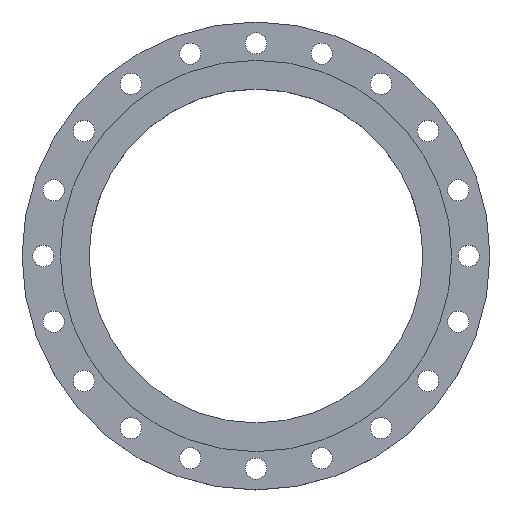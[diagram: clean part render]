
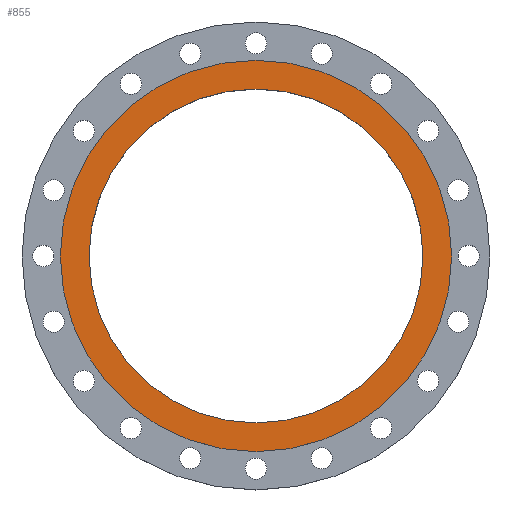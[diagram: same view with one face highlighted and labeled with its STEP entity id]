
A CAD part, top view. The second image highlights one B-rep face of the part: STEP entity #855.
In plain terms, the highlighted planar face has unit normal (0, 0, 1).
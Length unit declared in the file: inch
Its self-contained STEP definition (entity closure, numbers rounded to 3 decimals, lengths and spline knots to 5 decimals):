
#38 = ORIENTED_EDGE ( 'NONE', *, *, #542, .F. ) ;
#145 = DIRECTION ( 'NONE',  ( 0., 0., 1. ) ) ;
#148 = AXIS2_PLACEMENT_3D ( 'NONE', #908, #1538, #770 ) ;
#285 = CIRCLE ( 'NONE', #1329, 9.8125 ) ;
#378 = DIRECTION ( 'NONE',  ( -1., 0., 0. ) ) ;
#390 = CARTESIAN_POINT ( 'NONE',  ( 11.5, 0., 0. ) ) ;
#466 = CARTESIAN_POINT ( 'NONE',  ( 0., 0., 0. ) ) ;
#542 = EDGE_CURVE ( 'NONE', #1574, #1911, #2019, .T. ) ;
#592 = CARTESIAN_POINT ( 'NONE',  ( 0., 0., 0. ) ) ;
#659 = DIRECTION ( 'NONE',  ( 0., 0., 1. ) ) ;
#691 = FACE_OUTER_BOUND ( 'NONE', #1929, .T. ) ;
#745 = AXIS2_PLACEMENT_3D ( 'NONE', #1972, #1456, #378 ) ;
#770 = DIRECTION ( 'NONE',  ( 1., 0., 0. ) ) ;
#832 = DIRECTION ( 'NONE',  ( 0., 0., 1. ) ) ;
#855 = ADVANCED_FACE ( 'NONE', ( #1480, #691 ), #1326, .F. ) ;
#876 = CIRCLE ( 'NONE', #148, 11.5 ) ;
#908 = CARTESIAN_POINT ( 'NONE',  ( 0., 0., 0. ) ) ;
#911 = VERTEX_POINT ( 'NONE', #1916 ) ;
#978 = CARTESIAN_POINT ( 'NONE',  ( 0., 0., 0. ) ) ;
#1015 = CARTESIAN_POINT ( 'NONE',  ( 9.8125, 0., 0. ) ) ;
#1060 = ORIENTED_EDGE ( 'NONE', *, *, #1686, .T. ) ;
#1077 = DIRECTION ( 'NONE',  ( 1., 0., 0. ) ) ;
#1082 = VERTEX_POINT ( 'NONE', #390 ) ;
#1273 = DIRECTION ( 'NONE',  ( 1., 0., 0. ) ) ;
#1326 = PLANE ( 'NONE',  #745 ) ;
#1329 = AXIS2_PLACEMENT_3D ( 'NONE', #592, #659, #1273 ) ;
#1360 = ORIENTED_EDGE ( 'NONE', *, *, #1711, .F. ) ;
#1387 = CIRCLE ( 'NONE', #1969, 11.5 ) ;
#1402 = DIRECTION ( 'NONE',  ( 1., 0., 0. ) ) ;
#1456 = DIRECTION ( 'NONE',  ( 0., 0., -1. ) ) ;
#1480 = FACE_BOUND ( 'NONE', #1638, .T. ) ;
#1538 = DIRECTION ( 'NONE',  ( 0., 0., 1. ) ) ;
#1574 = VERTEX_POINT ( 'NONE', #1707 ) ;
#1616 = ORIENTED_EDGE ( 'NONE', *, *, #1620, .T. ) ;
#1620 = EDGE_CURVE ( 'NONE', #1082, #911, #876, .T. ) ;
#1638 = EDGE_LOOP ( 'NONE', ( #1360, #38 ) ) ;
#1686 = EDGE_CURVE ( 'NONE', #911, #1082, #1387, .T. ) ;
#1690 = AXIS2_PLACEMENT_3D ( 'NONE', #978, #832, #1402 ) ;
#1707 = CARTESIAN_POINT ( 'NONE',  ( -9.8125, 0., 0. ) ) ;
#1711 = EDGE_CURVE ( 'NONE', #1911, #1574, #285, .T. ) ;
#1911 = VERTEX_POINT ( 'NONE', #1015 ) ;
#1916 = CARTESIAN_POINT ( 'NONE',  ( -11.5, 0., 0. ) ) ;
#1929 = EDGE_LOOP ( 'NONE', ( #1616, #1060 ) ) ;
#1969 = AXIS2_PLACEMENT_3D ( 'NONE', #466, #145, #1077 ) ;
#1972 = CARTESIAN_POINT ( 'NONE',  ( 0., 9.8125, 0. ) ) ;
#2019 = CIRCLE ( 'NONE', #1690, 9.8125 ) ;
